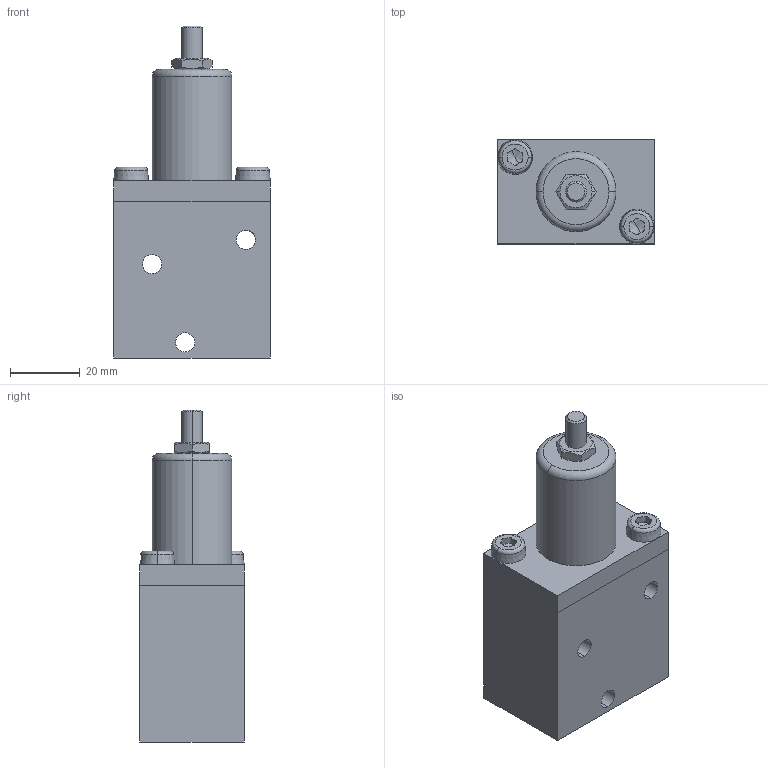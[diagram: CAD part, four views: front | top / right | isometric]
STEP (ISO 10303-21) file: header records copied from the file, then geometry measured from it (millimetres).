
FILE_DESCRIPTION (( 'STEP AP203' ), '1' );
FILE_NAME ('HSV-A.STEP', '2019-10-12T06:30:24', ( '微软用户' ), ( '微软中国' ), 'SwSTEP 2.0', 'SolidWorks 2012', '' );
FILE_SCHEMA (( 'CONFIG_CONTROL_DESIGN' ));
Length unit declared in the file: millimetre
Products named in the file (6): HSV-A掛极裔; hex thin nuts-grades ab-chamfered gb_GB_FASTENER_NUT_STNAB M6-N; HSV-A蹟挴裝; hex lobular socket head cap screws-4.8 gb_GB_HEXAGON_TYPE21 M6X14-14-N; HSV-A; HSV-A掛极
Assembly tree (6 placements, depth 2):
  HSV-A
    HSV-A掛极
    HSV-A掛极裔
    hex thin nuts-grades ab-chamfered gb_GB_FASTENER_NUT_STNAB M6-N
    HSV-A蹟挴裝
    hex lobular socket head cap screws-4.8 gb_GB_HEXAGON_TYPE21 M6X14-14-N  x2
Bounding box: 45 x 30 x 95.5 mm (x, y, z)
Volume: 80201.9 mm3; surface area: 21412.4 mm2
Topology: 6 solids, 6 shells, 157 faces, 373 edges, 236 vertices
Faces by surface type: plane 73, cylinder 38, cone 20, bspline 20, torus 6
Entity records: 5589 total; most frequent: CARTESIAN_POINT 1625, ORIENTED_EDGE 682, DIRECTION 663, EDGE_CURVE 341, AXIS2_PLACEMENT_3D 231, VERTEX_POINT 221, VECTOR 201, LINE 201
